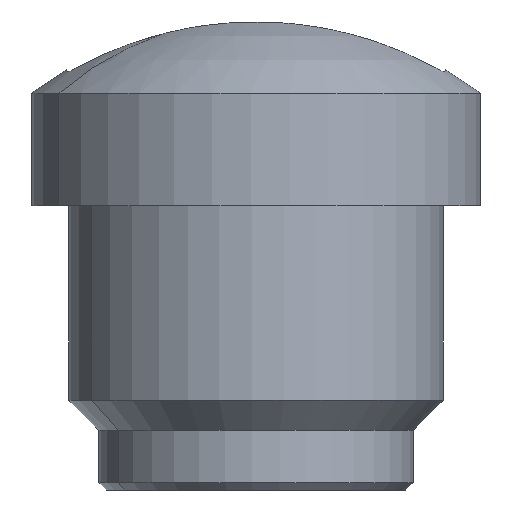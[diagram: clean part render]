
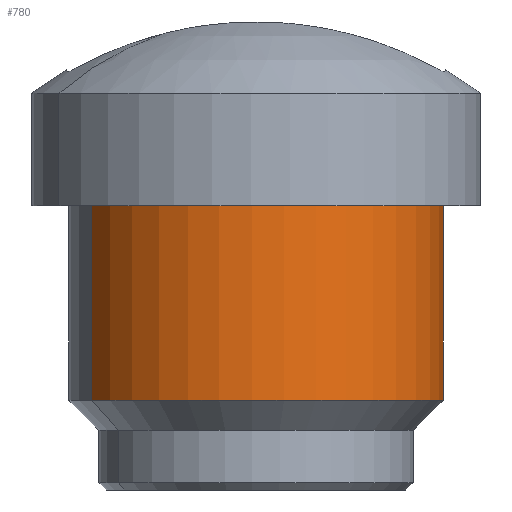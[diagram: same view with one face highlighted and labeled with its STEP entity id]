
A CAD part, front view. The second image highlights one B-rep face of the part: STEP entity #780.
In plain terms, the highlighted cylindrical face has radius 2.5 mm (diameter 5 mm), a partial arc.
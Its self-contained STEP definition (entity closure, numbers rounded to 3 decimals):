
#181=AXIS2_PLACEMENT_3D('Circle Axis2P3D',#179,#180,$) ;
#753=AXIS2_PLACEMENT_3D('Cylinder Axis2P3D',#750,#751,#752) ;
#771=AXIS2_PLACEMENT_3D('Circle Axis2P3D',#769,#770,$) ;
#174=CARTESIAN_POINT('Vertex',(5.194,4.199,3.8)) ;
#176=CARTESIAN_POINT('Vertex',(0.806,1.801,3.8)) ;
#179=CARTESIAN_POINT('Axis2P3D Location',(3.,3.,3.8)) ;
#750=CARTESIAN_POINT('Axis2P3D Location',(3.,3.,5.55)) ;
#755=CARTESIAN_POINT('Line Origine',(5.194,4.199,2.3)) ;
#759=CARTESIAN_POINT('Vertex',(5.194,4.199,1.2)) ;
#762=CARTESIAN_POINT('Line Origine',(0.806,1.801,2.3)) ;
#766=CARTESIAN_POINT('Vertex',(0.806,1.801,1.2)) ;
#769=CARTESIAN_POINT('Axis2P3D Location',(3.,3.,1.2)) ;
#180=DIRECTION('Axis2P3D Direction',(0.,0.,1.)) ;
#751=DIRECTION('Axis2P3D Direction',(0.,0.,1.)) ;
#752=DIRECTION('Axis2P3D XDirection',(-0.878,-0.479,0.)) ;
#756=DIRECTION('Vector Direction',(0.,0.,1.)) ;
#763=DIRECTION('Vector Direction',(0.,0.,1.)) ;
#770=DIRECTION('Axis2P3D Direction',(0.,0.,1.)) ;
#757=VECTOR('Line Direction',#756,1.) ;
#764=VECTOR('Line Direction',#763,1.) ;
#775=ORIENTED_EDGE('',*,*,#761,.F.) ;
#776=ORIENTED_EDGE('',*,*,#183,.F.) ;
#777=ORIENTED_EDGE('',*,*,#768,.T.) ;
#778=ORIENTED_EDGE('',*,*,#773,.T.) ;
#780=ADVANCED_FACE('Hauptk\X2\00F6\X0\rper',(#779),#754,.T.) ;
#182=CIRCLE('generated circle',#181,2.5) ;
#772=CIRCLE('generated circle',#771,2.5) ;
#754=CYLINDRICAL_SURFACE('generated cylinder',#753,2.5) ;
#183=EDGE_CURVE('',#177,#175,#182,.T.) ;
#761=EDGE_CURVE('',#175,#760,#758,.F.) ;
#768=EDGE_CURVE('',#177,#767,#765,.F.) ;
#773=EDGE_CURVE('',#767,#760,#772,.T.) ;
#774=EDGE_LOOP('',(#775,#776,#777,#778)) ;
#779=FACE_OUTER_BOUND('',#774,.T.) ;
#758=LINE('Line',#755,#757) ;
#765=LINE('Line',#762,#764) ;
#175=VERTEX_POINT('',#174) ;
#177=VERTEX_POINT('',#176) ;
#760=VERTEX_POINT('',#759) ;
#767=VERTEX_POINT('',#766) ;
